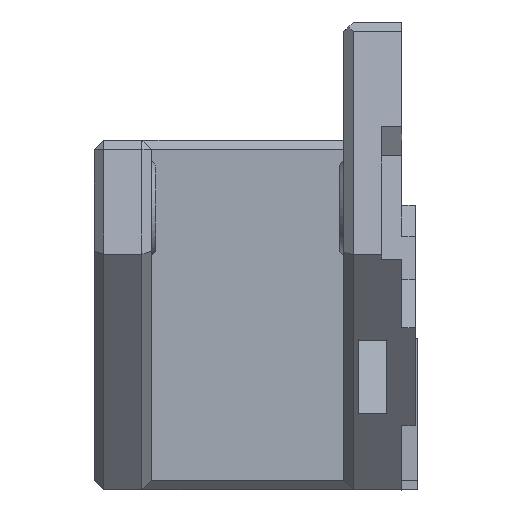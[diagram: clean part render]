
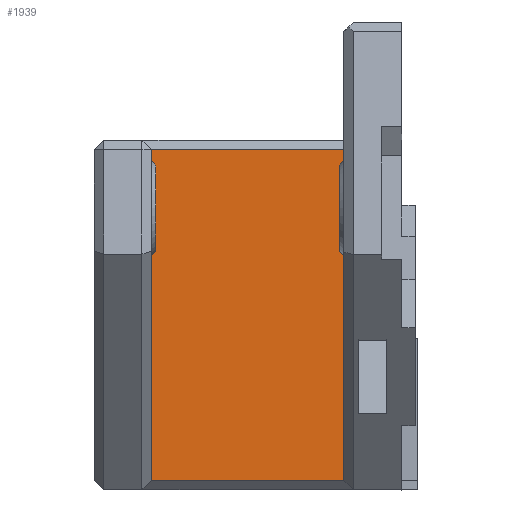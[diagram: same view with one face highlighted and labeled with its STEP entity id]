
A CAD part, left-side view. The second image highlights one B-rep face of the part: STEP entity #1939.
In plain terms, the highlighted planar face has unit normal (-1, 0, 0).
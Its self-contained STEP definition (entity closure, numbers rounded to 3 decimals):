
#181=FACE_OUTER_BOUND('',#304,.T.);
#304=EDGE_LOOP('',(#1712,#1713,#1714,#1715));
#451=LINE('',#2899,#685);
#529=LINE('',#3212,#763);
#535=LINE('',#3223,#769);
#548=LINE('',#3249,#782);
#685=VECTOR('',#2329,10.);
#763=VECTOR('',#2521,10.);
#769=VECTOR('',#2535,10.);
#782=VECTOR('',#2568,10.);
#875=VERTEX_POINT('',#2842);
#887=VERTEX_POINT('',#2897);
#945=VERTEX_POINT('',#3211);
#946=VERTEX_POINT('',#3221);
#1097=EDGE_CURVE('',#875,#887,#451,.T.);
#1195=EDGE_CURVE('',#875,#945,#529,.T.);
#1201=EDGE_CURVE('',#946,#887,#535,.T.);
#1214=EDGE_CURVE('',#946,#945,#548,.T.);
#1712=ORIENTED_EDGE('',*,*,#1195,.F.);
#1713=ORIENTED_EDGE('',*,*,#1097,.T.);
#1714=ORIENTED_EDGE('',*,*,#1201,.F.);
#1715=ORIENTED_EDGE('',*,*,#1214,.T.);
#1836=PLANE('',#2082);
#1939=ADVANCED_FACE('',(#181),#1836,.T.);
#2082=AXIS2_PLACEMENT_3D('',#3248,#2566,#2567);
#2329=DIRECTION('',(0.,0.,-1.));
#2521=DIRECTION('',(0.,-1.,0.));
#2535=DIRECTION('',(0.,1.,0.));
#2566=DIRECTION('center_axis',(-1.,0.,0.));
#2567=DIRECTION('ref_axis',(0.,0.,1.));
#2568=DIRECTION('',(0.,0.,1.));
#2842=CARTESIAN_POINT('',(-113.989,-35.52,351.942));
#2897=CARTESIAN_POINT('',(-113.989,-35.52,317.142));
#2899=CARTESIAN_POINT('',(-113.989,-35.52,341.142));
#3211=CARTESIAN_POINT('',(-113.989,-55.77,351.942));
#3212=CARTESIAN_POINT('',(-113.989,-50.331,351.942));
#3221=CARTESIAN_POINT('',(-113.989,-55.77,317.142));
#3223=CARTESIAN_POINT('',(-113.989,-56.447,317.142));
#3248=CARTESIAN_POINT('Origin',(-113.989,-50.331,343.267));
#3249=CARTESIAN_POINT('',(-113.989,-55.77,321.142));
